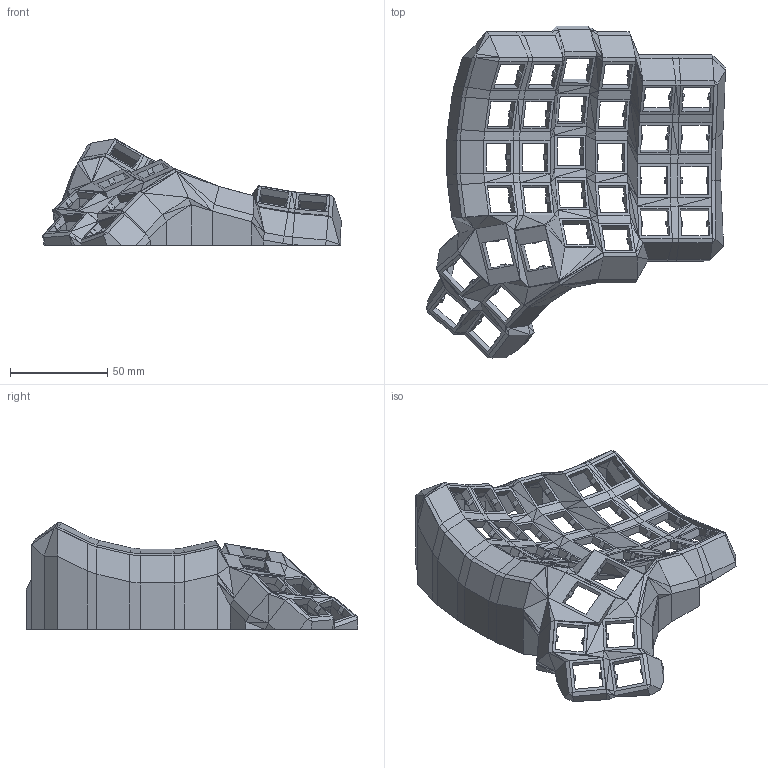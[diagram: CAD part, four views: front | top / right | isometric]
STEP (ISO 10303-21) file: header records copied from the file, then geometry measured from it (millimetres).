
FILE_DESCRIPTION(('Open CASCADE Model'),'2;1');
FILE_NAME('Open CASCADE Shape Model','2021-05-31T15:07:06',('Author'),( 'Open CASCADE'),'Open CASCADE STEP processor 7.5','Open CASCADE 7.5' ,'Unknown');
FILE_SCHEMA(('AUTOMOTIVE_DESIGN { 1 0 10303 214 1 1 1 1 }'));
Products named in the file (1): Open CASCADE STEP translator 7.5 1
Bounding box: 153.76 x 170.81 x 54.81 mm (x, y, z)
Surface area: 61921.2 mm2 (no closed solid volume)
Topology: 0 solids, 1 shells, 1227 faces, 2708 edges, 1483 vertices
Faces by surface type: plane 1163, cylinder 64
Entity records: 66448 total; most frequent: CARTESIAN_POINT 11577, DIRECTION 9958, LINE 7118, VECTOR 7118, ORIENTED_EDGE 5414, PCURVE 5412, DEFINITIONAL_REPRESENTATION 5412, EDGE_CURVE 2708
